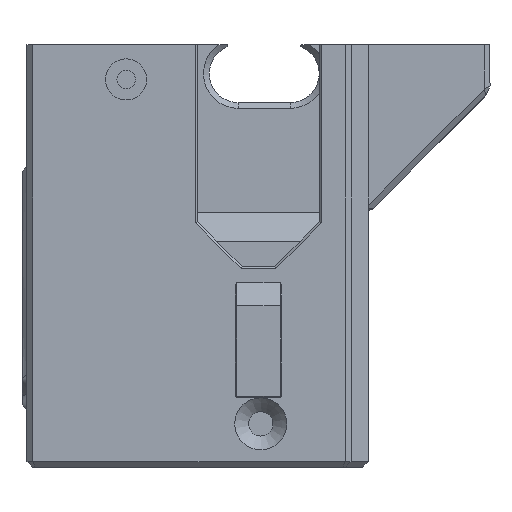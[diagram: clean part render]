
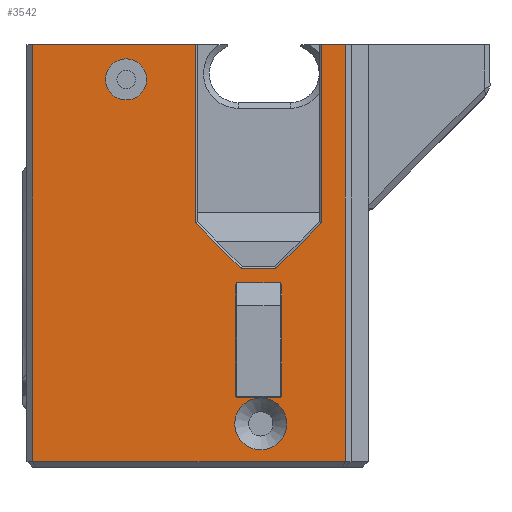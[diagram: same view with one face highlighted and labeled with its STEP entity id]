
A CAD part, left-side view. The second image highlights one B-rep face of the part: STEP entity #3542.
In plain terms, the highlighted planar face has unit normal (-1, 0, 0).
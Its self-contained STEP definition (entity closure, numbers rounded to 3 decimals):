
#63=FACE_BOUND('',#1389,.T.);
#64=FACE_BOUND('',#1390,.T.);
#93=CIRCLE('',#3754,3.55);
#94=CIRCLE('',#3755,4.5);
#261=LINE('',#11811,#681);
#288=LINE('',#11880,#708);
#289=LINE('',#11882,#709);
#290=LINE('',#11884,#710);
#291=LINE('',#11886,#711);
#292=LINE('',#11888,#712);
#293=LINE('',#11890,#713);
#294=LINE('',#11892,#714);
#295=LINE('',#11894,#715);
#296=LINE('',#11895,#716);
#297=LINE('',#11901,#717);
#298=LINE('',#11903,#718);
#299=LINE('',#11905,#719);
#300=LINE('',#11907,#720);
#301=LINE('',#11909,#721);
#302=LINE('',#11911,#722);
#303=LINE('',#11913,#723);
#304=LINE('',#11915,#724);
#305=LINE('',#11916,#725);
#681=VECTOR('',#4154,10.);
#708=VECTOR('',#4219,10.);
#709=VECTOR('',#4220,10.);
#710=VECTOR('',#4221,10.);
#711=VECTOR('',#4222,1000.);
#712=VECTOR('',#4223,10.);
#713=VECTOR('',#4224,1000.);
#714=VECTOR('',#4225,1000.);
#715=VECTOR('',#4226,1000.);
#716=VECTOR('',#4227,10.);
#717=VECTOR('',#4232,10.);
#718=VECTOR('',#4233,10.);
#719=VECTOR('',#4234,10.);
#720=VECTOR('',#4235,10.);
#721=VECTOR('',#4236,10.);
#722=VECTOR('',#4237,10.);
#723=VECTOR('',#4238,10.);
#724=VECTOR('',#4239,10.);
#725=VECTOR('',#4240,10.);
#1021=PLANE('',#3753);
#1185=FACE_OUTER_BOUND('',#1388,.T.);
#1388=EDGE_LOOP('',(#2799,#2800,#2801,#2802,#2803,#2804,#2805,#2806,#2807,
#2808));
#1389=EDGE_LOOP('',(#2809));
#1390=EDGE_LOOP('',(#2810,#2811,#2812,#2813,#2814,#2815,#2816,#2817,#2818,
#2819));
#1694=VERTEX_POINT('',#11808);
#1695=VERTEX_POINT('',#11810);
#1718=VERTEX_POINT('',#11879);
#1719=VERTEX_POINT('',#11881);
#1720=VERTEX_POINT('',#11883);
#1721=VERTEX_POINT('',#11885);
#1722=VERTEX_POINT('',#11887);
#1723=VERTEX_POINT('',#11889);
#1724=VERTEX_POINT('',#11891);
#1725=VERTEX_POINT('',#11893);
#1726=VERTEX_POINT('',#11896);
#1727=VERTEX_POINT('',#11898);
#1728=VERTEX_POINT('',#11900);
#1729=VERTEX_POINT('',#11902);
#1730=VERTEX_POINT('',#11904);
#1731=VERTEX_POINT('',#11906);
#1732=VERTEX_POINT('',#11908);
#1733=VERTEX_POINT('',#11910);
#1734=VERTEX_POINT('',#11912);
#1735=VERTEX_POINT('',#11914);
#2079=EDGE_CURVE('',#1695,#1694,#261,.T.);
#2113=EDGE_CURVE('',#1718,#1694,#288,.T.);
#2114=EDGE_CURVE('',#1719,#1718,#289,.T.);
#2115=EDGE_CURVE('',#1720,#1719,#290,.T.);
#2116=EDGE_CURVE('',#1721,#1720,#291,.T.);
#2117=EDGE_CURVE('',#1722,#1721,#292,.T.);
#2118=EDGE_CURVE('',#1722,#1723,#293,.F.);
#2119=EDGE_CURVE('',#1723,#1724,#294,.F.);
#2120=EDGE_CURVE('',#1724,#1725,#295,.F.);
#2121=EDGE_CURVE('',#1725,#1695,#296,.T.);
#2122=EDGE_CURVE('',#1726,#1726,#93,.T.);
#2123=EDGE_CURVE('',#1727,#1727,#94,.T.);
#2124=EDGE_CURVE('',#1727,#1728,#297,.T.);
#2125=EDGE_CURVE('',#1728,#1729,#298,.T.);
#2126=EDGE_CURVE('',#1729,#1730,#299,.T.);
#2127=EDGE_CURVE('',#1730,#1731,#300,.T.);
#2128=EDGE_CURVE('',#1731,#1732,#301,.T.);
#2129=EDGE_CURVE('',#1732,#1733,#302,.T.);
#2130=EDGE_CURVE('',#1733,#1734,#303,.T.);
#2131=EDGE_CURVE('',#1734,#1735,#304,.T.);
#2132=EDGE_CURVE('',#1735,#1727,#305,.T.);
#2799=ORIENTED_EDGE('',*,*,#2079,.T.);
#2800=ORIENTED_EDGE('',*,*,#2113,.F.);
#2801=ORIENTED_EDGE('',*,*,#2114,.F.);
#2802=ORIENTED_EDGE('',*,*,#2115,.F.);
#2803=ORIENTED_EDGE('',*,*,#2116,.F.);
#2804=ORIENTED_EDGE('',*,*,#2117,.F.);
#2805=ORIENTED_EDGE('',*,*,#2118,.T.);
#2806=ORIENTED_EDGE('',*,*,#2119,.T.);
#2807=ORIENTED_EDGE('',*,*,#2120,.T.);
#2808=ORIENTED_EDGE('',*,*,#2121,.T.);
#2809=ORIENTED_EDGE('',*,*,#2122,.F.);
#2810=ORIENTED_EDGE('',*,*,#2123,.F.);
#2811=ORIENTED_EDGE('',*,*,#2124,.T.);
#2812=ORIENTED_EDGE('',*,*,#2125,.T.);
#2813=ORIENTED_EDGE('',*,*,#2126,.T.);
#2814=ORIENTED_EDGE('',*,*,#2127,.T.);
#2815=ORIENTED_EDGE('',*,*,#2128,.T.);
#2816=ORIENTED_EDGE('',*,*,#2129,.T.);
#2817=ORIENTED_EDGE('',*,*,#2130,.T.);
#2818=ORIENTED_EDGE('',*,*,#2131,.T.);
#2819=ORIENTED_EDGE('',*,*,#2132,.T.);
#3542=ADVANCED_FACE('',(#1185,#63,#64),#1021,.T.);
#3753=AXIS2_PLACEMENT_3D('',#11878,#4217,#4218);
#3754=AXIS2_PLACEMENT_3D('',#11897,#4228,#4229);
#3755=AXIS2_PLACEMENT_3D('',#11899,#4230,#4231);
#4154=DIRECTION('',(0.,1.,0.));
#4217=DIRECTION('center_axis',(-1.,0.,0.));
#4218=DIRECTION('ref_axis',(0.,1.,0.));
#4219=DIRECTION('',(0.,0.,1.));
#4220=DIRECTION('',(0.,1.,0.));
#4221=DIRECTION('',(0.,0.,-1.));
#4222=DIRECTION('',(0.,-1.,0.));
#4223=DIRECTION('',(0.,0.,1.));
#4224=DIRECTION('',(0.,-0.707,0.707));
#4225=DIRECTION('',(0.,-1.,0.));
#4226=DIRECTION('',(0.,-0.707,-0.707));
#4227=DIRECTION('',(0.,0.,1.));
#4228=DIRECTION('center_axis',(-1.,0.,0.));
#4229=DIRECTION('ref_axis',(0.,0.,
-1.));
#4230=DIRECTION('center_axis',(-1.,0.,0.));
#4231=DIRECTION('ref_axis',(0.,0.,-1.));
#4232=DIRECTION('',(0.,1.,0.));
#4233=DIRECTION('',(0.,0.707,0.707));
#4234=DIRECTION('',(0.,0.,1.));
#4235=DIRECTION('',(0.,-0.577,0.816));
#4236=DIRECTION('',(0.,-1.,0.));
#4237=DIRECTION('',(0.,-0.577,-0.816));
#4238=DIRECTION('',(0.,0.,-1.));
#4239=DIRECTION('',(0.,0.707,-0.707));
#4240=DIRECTION('',(0.,1.,0.));
#11808=CARTESIAN_POINT('',(-37.983,31.416,40.));
#11810=CARTESIAN_POINT('',(-37.983,3.315,40.));
#11811=CARTESIAN_POINT('',(-37.983,32.415,40.));
#11878=CARTESIAN_POINT('Origin',(-37.983,-21.235,39.9));
#11879=CARTESIAN_POINT('',(-37.983,31.416,-32.));
#11880=CARTESIAN_POINT('',(-37.983,31.416,3.45));
#11881=CARTESIAN_POINT('',(-37.983,-22.584,-32.));
#11882=CARTESIAN_POINT('',(-37.983,-10.292,-32.));
#11883=CARTESIAN_POINT('',(-37.983,-22.584,40.));
#11884=CARTESIAN_POINT('',(-37.983,-22.584,7.4));
#11885=CARTESIAN_POINT('',(-37.983,-18.485,40.));
#11886=CARTESIAN_POINT('',(-37.983,-19.585,40.));
#11887=CARTESIAN_POINT('',(-37.983,-18.485,9.234));
#11888=CARTESIAN_POINT('',(-37.983,-18.485,39.9));
#11889=CARTESIAN_POINT('',(-37.983,-10.579,1.328));
#11890=CARTESIAN_POINT('',(-37.983,-34.867,25.617));
#11891=CARTESIAN_POINT('',(-37.983,-4.59,1.328));
#11892=CARTESIAN_POINT('',(-37.983,-20.585,1.328));
#11893=CARTESIAN_POINT('',(-37.983,3.315,9.234));
#11894=CARTESIAN_POINT('',(-37.983,6.698,12.617));
#11895=CARTESIAN_POINT('',(-37.983,3.315,38.9));
#11896=CARTESIAN_POINT('',(-37.983,15.265,37.55));
#11897=CARTESIAN_POINT('Origin',(-37.983,15.265,34.));
#11898=CARTESIAN_POINT('',(-37.983,-7.984,-21.));
#11899=CARTESIAN_POINT('Origin',(-37.983,-7.984,-25.5));
#11900=CARTESIAN_POINT('',(-37.983,-3.835,-21.));
#11901=CARTESIAN_POINT('',(-37.983,-22.084,-21.));
#11902=CARTESIAN_POINT('',(-37.983,-3.585,-20.75));
#11903=CARTESIAN_POINT('',(-37.983,7.265,-9.9));
#11904=CARTESIAN_POINT('',(-37.983,-3.585,-1.454));
#11905=CARTESIAN_POINT('',(-37.983,-3.585,18.65));
#11906=CARTESIAN_POINT('',(-37.983,-3.835,-1.1));
#11907=CARTESIAN_POINT('',(-37.983,-20.567,22.563));
#11908=CARTESIAN_POINT('',(-37.983,-11.335,-1.1));
#11909=CARTESIAN_POINT('',(-37.983,-16.085,-1.1));
#11910=CARTESIAN_POINT('',(-37.983,-11.585,-1.454));
#11911=CARTESIAN_POINT('',(-37.983,1.536,17.102));
#11912=CARTESIAN_POINT('',(-37.983,-11.585,-20.75));
#11913=CARTESIAN_POINT('',(-37.983,-11.585,39.9));
#11914=CARTESIAN_POINT('',(-37.983,-11.335,-21.));
#11915=CARTESIAN_POINT('',(-37.983,-28.934,-3.4));
#11916=CARTESIAN_POINT('',(-37.983,-22.084,-21.));
